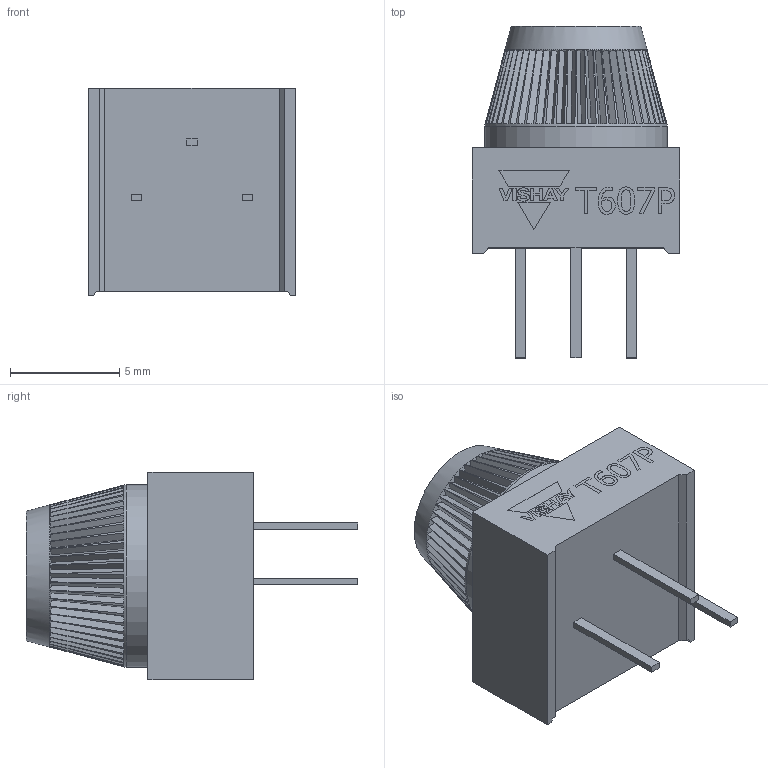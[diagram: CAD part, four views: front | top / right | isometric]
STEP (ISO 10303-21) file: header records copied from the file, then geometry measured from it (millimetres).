
FILE_DESCRIPTION(/* description */ ('Unknown'),/* implementation_level */ '2;1');
FILE_NAME(/* name */ 'T607P',/* time_stamp */ '2018-01-19T11:42:04+01:00',/* author */ ('Unknown'),/* organization */ ('Unknown'),/* preprocessor_version */ 'ST-DEVELOPER v16.7',/* originating_system */ 'DEX',/* authorisation */ $);
FILE_SCHEMA (('AUTOMOTIVE_DESIGN {1 0 10303 214 3 1 1}'));
Length unit declared in the file: millimetre
Products named in the file (1): Gabarit - M63
Bounding box: 9.52 x 15.19 x 9.52 mm (x, y, z)
Volume: 638.2 mm3; surface area: 562.3 mm2
Topology: 1 solids, 1 shells, 368 faces, 873 edges, 581 vertices
Faces by surface type: plane 345, bspline 19, cylinder 3, cone 1
Full cylindrical faces by diameter (mm): 8.38 x1
Entity records: 13928 total; most frequent: CARTESIAN_POINT 3371, ORIENTED_EDGE 1730, DIRECTION 1375, EDGE_CURVE 865, VERTEX_POINT 578, AXIS2_PLACEMENT_3D 466, EDGE_LOOP 447, FACE_BOUND 447
